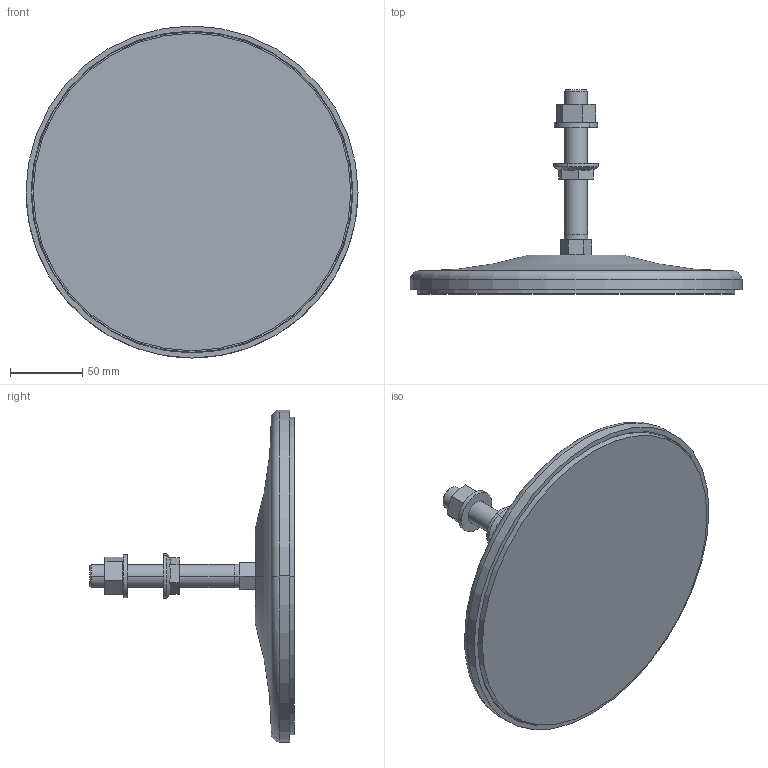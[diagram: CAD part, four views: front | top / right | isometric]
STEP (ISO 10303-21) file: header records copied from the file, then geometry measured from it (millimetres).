
FILE_DESCRIPTION (( 'STEP AP214' ), '1' );
FILE_NAME ('PRG 230_05_M16x100.step', '2013-01-17T10:23:52', ( '' ), ( '' ), 'SwSTEP 2.0', 'SolidWorks 2012', '' );
FILE_SCHEMA (( 'AUTOMOTIVE_DESIGN' ));
Length unit declared in the file: millimetre
Products named in the file (5): T 000046_M16 Sperrzahnmutter; T 000046_M16 (0.8d) verzinkt; T 000032_M16 (DIN 125A) verzinkt; SE 000391_PRG 230_05_M16x100; PRG 230_05_M16x100
Assembly tree (4 placements, depth 2):
  PRG 230_05_M16x100
    SE 000391_PRG 230_05_M16x100
    T 000032_M16 (DIN 125A) verzinkt
    T 000046_M16 (0.8d) verzinkt
    T 000046_M16 Sperrzahnmutter
Bounding box: 230 x 141.58 x 230 mm (x, y, z)
Volume: 804151.4 mm3; surface area: 108400.5 mm2
Topology: 4 solids, 4 shells, 358 faces, 922 edges, 606 vertices
Faces by surface type: plane 152, bspline 126, torus 36, cone 22, cylinder 20, sphere 2
Entity records: 21044 total; most frequent: CARTESIAN_POINT 10178, ORIENTED_EDGE 1844, DIRECTION 954, EDGE_CURVE 922, VERTEX_POINT 606, B_SPLINE_CURVE_WITH_KNOTS 534, EDGE_LOOP 398, ADVANCED_FACE 358
